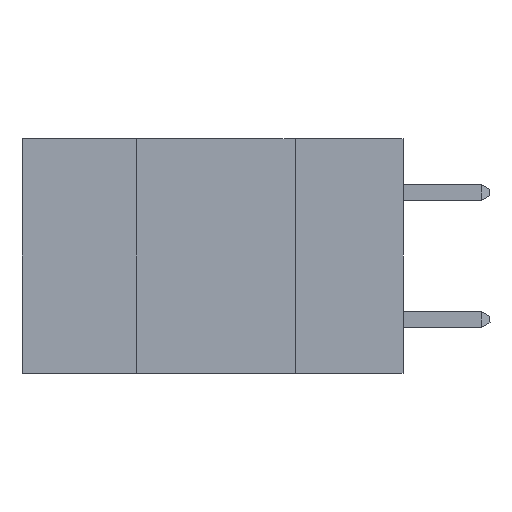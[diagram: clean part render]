
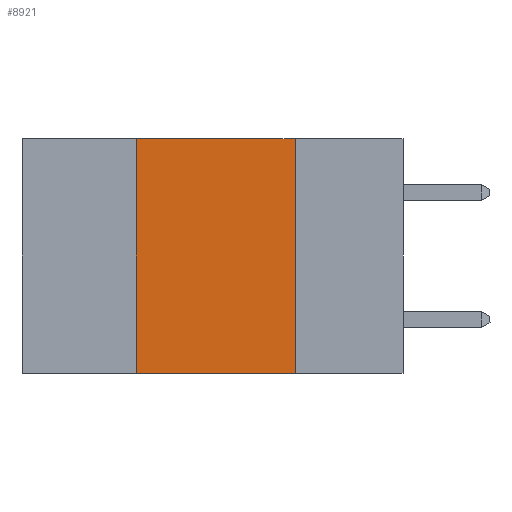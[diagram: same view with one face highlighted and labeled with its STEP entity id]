
A CAD part, left-side view. The second image highlights one B-rep face of the part: STEP entity #8921.
In plain terms, the highlighted planar face has unit normal (-1, 0, 0).
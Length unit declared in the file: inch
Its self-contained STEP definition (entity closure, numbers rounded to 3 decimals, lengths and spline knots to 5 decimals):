
#151 = CARTESIAN_POINT ( 'NONE',  ( 0., 0.42, 0. ) ) ;
#433 = CARTESIAN_POINT ( 'NONE',  ( 0., 0.42, -0.37 ) ) ;
#864 = EDGE_CURVE ( 'NONE', #5471, #10880, #14405, .T. ) ;
#1076 = VECTOR ( 'NONE', #18130, 39.37008 ) ;
#1667 = DIRECTION ( 'NONE',  ( 0., 0., -1. ) ) ;
#1886 = DIRECTION ( 'NONE',  ( 0., 0., 1. ) ) ;
#3656 = ORIENTED_EDGE ( 'NONE', *, *, #12493, .F. ) ;
#3793 = VERTEX_POINT ( 'NONE', #12406 ) ;
#4188 = CARTESIAN_POINT ( 'NONE',  ( 0., 0.17, 0. ) ) ;
#4383 = VECTOR ( 'NONE', #1886, 39.37008 ) ;
#4913 = AXIS2_PLACEMENT_3D ( 'NONE', #11590, #11671, #1667 ) ;
#4942 = CARTESIAN_POINT ( 'NONE',  ( 0., 0.6, -0.37 ) ) ;
#5155 = VECTOR ( 'NONE', #12791, 39.37008 ) ;
#5471 = VERTEX_POINT ( 'NONE', #433 ) ;
#6120 = CARTESIAN_POINT ( 'NONE',  ( 0., 0.6, 0. ) ) ;
#6605 = DIRECTION ( 'NONE',  ( 0., 0., -1. ) ) ;
#7226 = LINE ( 'NONE', #16507, #8265 ) ;
#8265 = VECTOR ( 'NONE', #6605, 39.37008 ) ;
#8921 = ADVANCED_FACE ( 'NONE', ( #15430 ), #9968, .F. ) ;
#8934 = EDGE_LOOP ( 'NONE', ( #3656, #10125, #10911, #17943 ) ) ;
#9538 = LINE ( 'NONE', #6120, #5155 ) ;
#9968 = PLANE ( 'NONE',  #4913 ) ;
#10125 = ORIENTED_EDGE ( 'NONE', *, *, #21096, .F. ) ;
#10880 = VERTEX_POINT ( 'NONE', #13481 ) ;
#10911 = ORIENTED_EDGE ( 'NONE', *, *, #16898, .F. ) ;
#11117 = VERTEX_POINT ( 'NONE', #4188 ) ;
#11590 = CARTESIAN_POINT ( 'NONE',  ( 0., 0.6, 0. ) ) ;
#11671 = DIRECTION ( 'NONE',  ( 1., 0., 0. ) ) ;
#12406 = CARTESIAN_POINT ( 'NONE',  ( 0., 0.42, 0. ) ) ;
#12493 = EDGE_CURVE ( 'NONE', #11117, #10880, #7226, .T. ) ;
#12791 = DIRECTION ( 'NONE',  ( 0., -1., 0. ) ) ;
#13481 = CARTESIAN_POINT ( 'NONE',  ( 0., 0.17, -0.37 ) ) ;
#14405 = LINE ( 'NONE', #4942, #1076 ) ;
#15430 = FACE_OUTER_BOUND ( 'NONE', #8934, .T. ) ;
#16507 = CARTESIAN_POINT ( 'NONE',  ( 0., 0.17, 0. ) ) ;
#16898 = EDGE_CURVE ( 'NONE', #5471, #3793, #17533, .T. ) ;
#17533 = LINE ( 'NONE', #151, #4383 ) ;
#17943 = ORIENTED_EDGE ( 'NONE', *, *, #864, .T. ) ;
#18130 = DIRECTION ( 'NONE',  ( 0., -1., 0. ) ) ;
#21096 = EDGE_CURVE ( 'NONE', #3793, #11117, #9538, .T. ) ;
